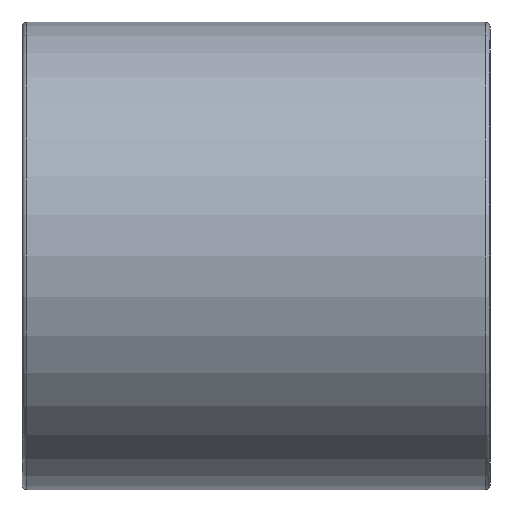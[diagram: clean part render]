
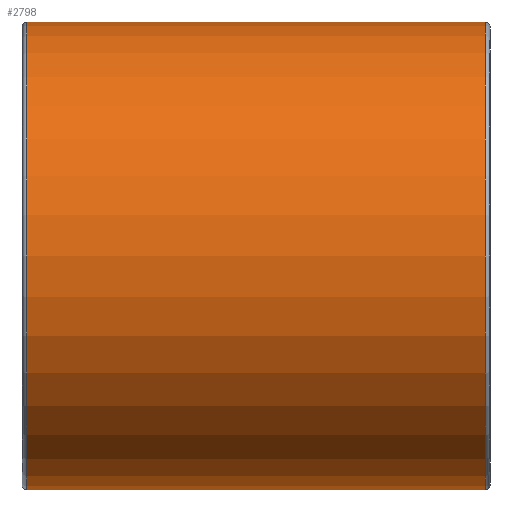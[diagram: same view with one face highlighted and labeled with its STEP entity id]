
A CAD part, left-side view. The second image highlights one B-rep face of the part: STEP entity #2798.
In plain terms, the highlighted cylindrical face has radius 5 mm (diameter 10 mm), a partial arc.
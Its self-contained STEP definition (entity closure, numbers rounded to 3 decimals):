
#77=LINE('',#4351,#300);
#80=LINE('',#4357,#303);
#300=VECTOR('',#3377,10.);
#303=VECTOR('',#3382,10.);
#521=CYLINDRICAL_SURFACE('',#2981,5.);
#625=FACE_OUTER_BOUND('',#780,.T.);
#780=EDGE_LOOP('',(#1919,#1920,#1921,#1922));
#939=CIRCLE('',#2970,5.);
#946=CIRCLE('',#2982,5.);
#1161=VERTEX_POINT('',#4327);
#1162=VERTEX_POINT('',#4329);
#1168=VERTEX_POINT('',#4350);
#1170=VERTEX_POINT('',#4356);
#1455=EDGE_CURVE('',#1161,#1162,#939,.T.);
#1466=EDGE_CURVE('',#1162,#1168,#77,.T.);
#1469=EDGE_CURVE('',#1161,#1170,#80,.T.);
#1470=EDGE_CURVE('',#1168,#1170,#946,.T.);
#1919=ORIENTED_EDGE('',*,*,#1455,.F.);
#1920=ORIENTED_EDGE('',*,*,#1469,.T.);
#1921=ORIENTED_EDGE('',*,*,#1470,.F.);
#1922=ORIENTED_EDGE('',*,*,#1466,.F.);
#2798=ADVANCED_FACE('',(#625),#521,.T.);
#2970=AXIS2_PLACEMENT_3D('',#4330,#3351,#3352);
#2981=AXIS2_PLACEMENT_3D('',#4355,#3380,#3381);
#2982=AXIS2_PLACEMENT_3D('',#4358,#3383,#3384);
#3351=DIRECTION('center_axis',(0.,-1.,0.));
#3352=DIRECTION('ref_axis',(-1.,0.,0.));
#3377=DIRECTION('',(0.,1.,0.));
#3380=DIRECTION('center_axis',(0.,1.,0.));
#3381=DIRECTION('ref_axis',(0.,0.,-1.));
#3382=DIRECTION('',(0.,1.,0.));
#3383=DIRECTION('center_axis',(0.,1.,0.));
#3384=DIRECTION('ref_axis',(-1.,0.,0.));
#4327=CARTESIAN_POINT('',(-20.,-4.9,5.));
#4329=CARTESIAN_POINT('',(-20.,-4.9,-5.));
#4330=CARTESIAN_POINT('Origin',(-20.,-4.9,0.));
#4350=CARTESIAN_POINT('',(-20.,4.9,-5.));
#4351=CARTESIAN_POINT('',(-20.,0.,-5.));
#4355=CARTESIAN_POINT('Origin',(-20.,0.,0.));
#4356=CARTESIAN_POINT('',(-20.,4.9,5.));
#4357=CARTESIAN_POINT('',(-20.,0.,5.));
#4358=CARTESIAN_POINT('Origin',(-20.,4.9,0.));
